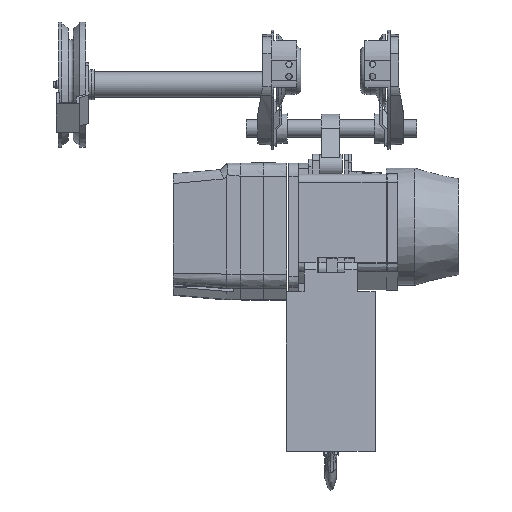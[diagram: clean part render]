
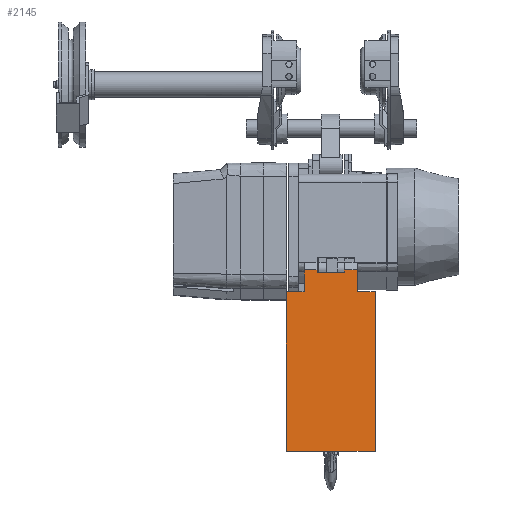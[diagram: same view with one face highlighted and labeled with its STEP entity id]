
A CAD part, left-side view. The second image highlights one B-rep face of the part: STEP entity #2145.
In plain terms, the highlighted face is planar.
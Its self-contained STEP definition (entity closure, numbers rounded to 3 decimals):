
#2145=ADVANCED_FACE('',(#4835),#4836,.T.);
#4835=FACE_OUTER_BOUND('',#9467,.T.);
#4836=PLANE('',#9468);
#9467=EDGE_LOOP('',(#21838,#21839,#21840,#21841,#21842,#21843,#21844,#21845,#21846,#21847,#21848,#21849));
#9468=AXIS2_PLACEMENT_3D('',#21850,#21851,#21852);
#21838=ORIENTED_EDGE('',*,*,#30305,.F.);
#21839=ORIENTED_EDGE('',*,*,#30194,.F.);
#21840=ORIENTED_EDGE('',*,*,#30591,.T.);
#21841=ORIENTED_EDGE('',*,*,#30338,.T.);
#21842=ORIENTED_EDGE('',*,*,#30527,.F.);
#21843=ORIENTED_EDGE('',*,*,#30592,.F.);
#21844=ORIENTED_EDGE('',*,*,#30512,.F.);
#21845=ORIENTED_EDGE('',*,*,#30452,.T.);
#21846=ORIENTED_EDGE('',*,*,#30424,.T.);
#21847=ORIENTED_EDGE('',*,*,#30593,.F.);
#21848=ORIENTED_EDGE('',*,*,#30594,.F.);
#21849=ORIENTED_EDGE('',*,*,#30155,.T.);
#21850=CARTESIAN_POINT('',(78.891,-311.4,-65.));
#21851=DIRECTION('',(0.999,0.052,0.));
#21852=DIRECTION('',(-0.052,0.999,0.));
#30155=EDGE_CURVE('',#34660,#34658,#34661,.T.);
#30194=EDGE_CURVE('',#34726,#34728,#34729,.T.);
#30305=EDGE_CURVE('',#34728,#34658,#34915,.T.);
#30338=EDGE_CURVE('',#34960,#34964,#34966,.T.);
#30424=EDGE_CURVE('',#35106,#35104,#35107,.T.);
#30452=EDGE_CURVE('',#35152,#35106,#35153,.T.);
#30512=EDGE_CURVE('',#35152,#35249,#35250,.T.);
#30527=EDGE_CURVE('',#35272,#34964,#35273,.T.);
#30591=EDGE_CURVE('',#34726,#34960,#35376,.T.);
#30592=EDGE_CURVE('',#35249,#35272,#35377,.T.);
#30593=EDGE_CURVE('',#35378,#35104,#35379,.T.);
#30594=EDGE_CURVE('',#34660,#35378,#35380,.T.);
#34658=VERTEX_POINT('',#41432);
#34660=VERTEX_POINT('',#41435);
#34661=LINE('',#41436,#41437);
#34726=VERTEX_POINT('',#41520);
#34728=VERTEX_POINT('',#41523);
#34729=LINE('',#41524,#41525);
#34915=LINE('',#41820,#41821);
#34960=VERTEX_POINT('',#41944);
#34964=VERTEX_POINT('',#41950);
#34966=LINE('',#41953,#41954);
#35104=VERTEX_POINT('',#42327);
#35106=VERTEX_POINT('',#42330);
#35107=LINE('',#42331,#42332);
#35152=VERTEX_POINT('',#42441);
#35153=LINE('',#42442,#42443);
#35249=VERTEX_POINT('',#42613);
#35250=LINE('',#42614,#42615);
#35272=VERTEX_POINT('',#42642);
#35273=LINE('',#42643,#42644);
#35376=LINE('',#42855,#42856);
#35377=LINE('',#42857,#42858);
#35378=VERTEX_POINT('',#42859);
#35379=LINE('',#42860,#42861);
#35380=LINE('',#42862,#42863);
#41432=CARTESIAN_POINT('',(66.654,-77.9,-65.));
#41435=CARTESIAN_POINT('',(78.891,-311.4,-65.));
#41436=CARTESIAN_POINT('',(78.891,-311.4,-65.));
#41437=VECTOR('',#50716,1.);
#41520=CARTESIAN_POINT('',(64.975,-45.875,-39.));
#41523=CARTESIAN_POINT('',(66.654,-77.9,-39.));
#41524=CARTESIAN_POINT('',(64.975,-45.875,-39.));
#41525=VECTOR('',#50769,1.);
#41820=CARTESIAN_POINT('',(66.654,-77.9,-39.));
#41821=VECTOR('',#50874,1.);
#41944=CARTESIAN_POINT('',(64.975,-45.875,-20.));
#41950=CARTESIAN_POINT('',(65.186,-49.9,-20.));
#41953=CARTESIAN_POINT('',(64.975,-45.875,-20.));
#41954=VECTOR('',#50903,1.);
#42327=CARTESIAN_POINT('',(66.654,-77.9,65.));
#42330=CARTESIAN_POINT('',(66.654,-77.9,39.));
#42331=CARTESIAN_POINT('',(66.654,-77.9,39.));
#42332=VECTOR('',#50977,1.);
#42441=CARTESIAN_POINT('',(64.975,-45.875,39.));
#42442=CARTESIAN_POINT('',(64.975,-45.875,39.));
#42443=VECTOR('',#50998,1.);
#42613=CARTESIAN_POINT('',(64.975,-45.875,20.));
#42614=CARTESIAN_POINT('',(64.975,-45.875,39.));
#42615=VECTOR('',#51074,1.);
#42642=CARTESIAN_POINT('',(65.186,-49.9,20.));
#42643=CARTESIAN_POINT('',(65.186,-49.9,20.));
#42644=VECTOR('',#51095,1.);
#42855=CARTESIAN_POINT('',(64.975,-45.875,-39.));
#42856=VECTOR('',#51150,1.);
#42857=CARTESIAN_POINT('',(64.975,-45.875,20.));
#42858=VECTOR('',#51151,1.);
#42859=CARTESIAN_POINT('',(78.891,-311.4,65.));
#42860=CARTESIAN_POINT('',(78.891,-311.4,65.));
#42861=VECTOR('',#51152,1.);
#42862=CARTESIAN_POINT('',(78.891,-311.4,-65.));
#42863=VECTOR('',#51153,1.);
#50716=DIRECTION('',(-0.052,0.999,0.));
#50769=DIRECTION('',(0.052,-0.999,0.));
#50874=DIRECTION('',(0.,0.,-1.));
#50903=DIRECTION('',(0.052,-0.999,0.));
#50977=DIRECTION('',(0.,0.,1.));
#50998=DIRECTION('',(0.052,-0.999,0.));
#51074=DIRECTION('',(0.,0.,-1.));
#51095=DIRECTION('',(0.,0.,-1.));
#51150=DIRECTION('',(0.,0.,1.));
#51151=DIRECTION('',(0.052,-0.999,0.));
#51152=DIRECTION('',(-0.052,0.999,0.));
#51153=DIRECTION('',(0.,0.,1.));
